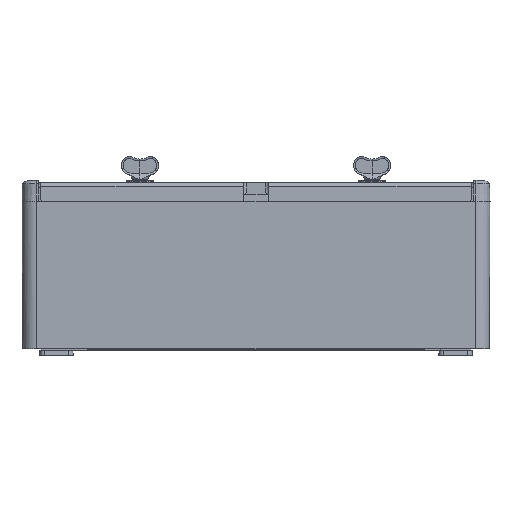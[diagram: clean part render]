
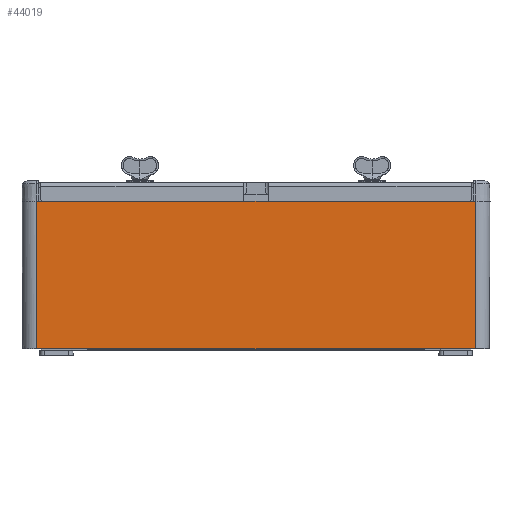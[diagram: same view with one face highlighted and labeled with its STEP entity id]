
A CAD part, left-side view. The second image highlights one B-rep face of the part: STEP entity #44019.
In plain terms, the highlighted face is planar.
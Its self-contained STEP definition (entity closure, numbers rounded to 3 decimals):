
#71 = DIRECTION ( 'NONE',  ( -1., 0., 0. ) ) ;
#556 = CARTESIAN_POINT ( 'NONE',  ( 149.6, -51.603, 184.481 ) ) ;
#659 = CARTESIAN_POINT ( 'NONE',  ( 436.88, -51.603, 184.466 ) ) ;
#1147 = LINE ( 'NONE', #61753, #62683 ) ;
#1197 = VERTEX_POINT ( 'NONE', #23063 ) ;
#2111 = CARTESIAN_POINT ( 'NONE',  ( -36.88, -51.603, 184.467 ) ) ;
#3967 = EDGE_CURVE ( 'NONE', #66168, #38450, #70350, .T. ) ;
#4611 = CARTESIAN_POINT ( 'NONE',  ( 277.986, -51.603, 184.481 ) ) ;
#5331 = CARTESIAN_POINT ( 'NONE',  ( -33.957, -51.603, 184.481 ) ) ;
#8648 = VECTOR ( 'NONE', #64736, 1000. ) ;
#11376 = CARTESIAN_POINT ( 'NONE',  ( -33.957, -51.603, 184.481 ) ) ;
#13350 = CARTESIAN_POINT ( 'NONE',  ( -36.049, -50.772, 25.721 ) ) ;
#13522 = CARTESIAN_POINT ( 'NONE',  ( 433.957, -51.603, 184.481 ) ) ;
#14531 = CARTESIAN_POINT ( 'NONE',  ( 433.957, -51.603, 184.481 ) ) ;
#15790 = EDGE_CURVE ( 'NONE', #40186, #66168, #24994, .T. ) ;
#21542 = DIRECTION ( 'NONE',  ( 0., -0.005, 1. ) ) ;
#22064 = EDGE_CURVE ( 'NONE', #1197, #51986, #64740, .T. ) ;
#23063 = CARTESIAN_POINT ( 'NONE',  ( 436.879, -51.603, 184.481 ) ) ;
#23501 = ORIENTED_EDGE ( 'NONE', *, *, #22064, .F. ) ;
#24113 = VERTEX_POINT ( 'NONE', #13350 ) ;
#24722 = CARTESIAN_POINT ( 'NONE',  ( 436.88, -51.603, 184.459 ) ) ;
#24994 = B_SPLINE_CURVE_WITH_KNOTS ( 'NONE', 3,
 ( #51777, #2111, #56533, #68155 ),
 .UNSPECIFIED., .F., .F.,
 ( 4, 4 ),
 ( 0., 1. ),
 .UNSPECIFIED. ) ;
#25053 = CARTESIAN_POINT ( 'NONE',  ( -36.88, -51.603, 184.461 ) ) ;
#26036 = DIRECTION ( 'NONE',  ( 1., 0., 0. ) ) ;
#27103 = CARTESIAN_POINT ( 'NONE',  ( 436.879, -51.603, 184.474 ) ) ;
#27815 = CARTESIAN_POINT ( 'NONE',  ( 436.88, -51.603, 184.459 ) ) ;
#30170 = CARTESIAN_POINT ( 'NONE',  ( 436.049, -50.772, 25.721 ) ) ;
#32225 = EDGE_CURVE ( 'NONE', #1197, #67177, #50523, .T. ) ;
#36061 = CARTESIAN_POINT ( 'NONE',  ( -36.049, -50.772, 25.721 ) ) ;
#38450 = VERTEX_POINT ( 'NONE', #11376 ) ;
#40186 = VERTEX_POINT ( 'NONE', #25053 ) ;
#40603 = ORIENTED_EDGE ( 'NONE', *, *, #42965, .T. ) ;
#40895 = VECTOR ( 'NONE', #26036, 1000. ) ;
#42225 = PLANE ( 'NONE',  #46821 ) ;
#42965 = EDGE_CURVE ( 'NONE', #24113, #40186, #58582, .T. ) ;
#44019 = ADVANCED_FACE ( 'NONE', ( #69863 ), #42225, .T. ) ;
#44136 = EDGE_LOOP ( 'NONE', ( #55385, #40603, #51024, #58434, #66684, #23501, #64240, #60972 ) ) ;
#45510 = CARTESIAN_POINT ( 'NONE',  ( 436.879, -51.603, 184.481 ) ) ;
#46718 = CARTESIAN_POINT ( 'NONE',  ( -36.879, -51.603, 184.481 ) ) ;
#46821 = AXIS2_PLACEMENT_3D ( 'NONE', #64400, #49112, #21542 ) ;
#46839 = DIRECTION ( 'NONE',  ( -0.005, 0.005, -1. ) ) ;
#48138 = CARTESIAN_POINT ( 'NONE',  ( 433.957, -51.603, 184.481 ) ) ;
#49112 = DIRECTION ( 'NONE',  ( 0., 1., 0.005 ) ) ;
#50523 = B_SPLINE_CURVE_WITH_KNOTS ( 'NONE', 3,
 ( #60879, #27103, #659, #27815 ),
 .UNSPECIFIED., .F., .F.,
 ( 4, 4 ),
 ( 0., 1. ),
 .UNSPECIFIED. ) ;
#51024 = ORIENTED_EDGE ( 'NONE', *, *, #15790, .T. ) ;
#51777 = CARTESIAN_POINT ( 'NONE',  ( -36.88, -51.603, 184.461 ) ) ;
#51986 = VERTEX_POINT ( 'NONE', #14531 ) ;
#52273 = LINE ( 'NONE', #24722, #60204 ) ;
#55385 = ORIENTED_EDGE ( 'NONE', *, *, #67715, .T. ) ;
#56127 = CARTESIAN_POINT ( 'NONE',  ( 436.88, -51.603, 184.459 ) ) ;
#56533 = CARTESIAN_POINT ( 'NONE',  ( -36.88, -51.603, 184.474 ) ) ;
#57207 = EDGE_CURVE ( 'NONE', #67177, #63397, #52273, .T. ) ;
#58434 = ORIENTED_EDGE ( 'NONE', *, *, #3967, .T. ) ;
#58582 = LINE ( 'NONE', #36061, #8648 ) ;
#59401 = CARTESIAN_POINT ( 'NONE',  ( 122.014, -51.603, 184.481 ) ) ;
#59700 = B_SPLINE_CURVE_WITH_KNOTS ( 'NONE', 3,
 ( #5331, #59401, #4611, #48138 ),
 .UNSPECIFIED., .F., .F.,
 ( 4, 4 ),
 ( 0., 0.994 ),
 .UNSPECIFIED. ) ;
#60204 = VECTOR ( 'NONE', #46839, 1000. ) ;
#60879 = CARTESIAN_POINT ( 'NONE',  ( 436.879, -51.603, 184.481 ) ) ;
#60972 = ORIENTED_EDGE ( 'NONE', *, *, #57207, .T. ) ;
#61753 = CARTESIAN_POINT ( 'NONE',  ( 149.6, -50.772, 25.721 ) ) ;
#62108 = EDGE_CURVE ( 'NONE', #38450, #51986, #59700, .T. ) ;
#62683 = VECTOR ( 'NONE', #71, 1000. ) ;
#63397 = VERTEX_POINT ( 'NONE', #30170 ) ;
#64240 = ORIENTED_EDGE ( 'NONE', *, *, #32225, .T. ) ;
#64400 = CARTESIAN_POINT ( 'NONE',  ( 149.6, -51.603, 184.481 ) ) ;
#64736 = DIRECTION ( 'NONE',  ( -0.005, -0.005, 1. ) ) ;
#64740 = B_SPLINE_CURVE_WITH_KNOTS ( 'NONE', 3,
 ( #45510, #68366, #67673, #13522 ),
 .UNSPECIFIED., .F., .F.,
 ( 4, 4 ),
 ( 0., 1. ),
 .UNSPECIFIED. ) ;
#66168 = VERTEX_POINT ( 'NONE', #46718 ) ;
#66684 = ORIENTED_EDGE ( 'NONE', *, *, #62108, .T. ) ;
#67177 = VERTEX_POINT ( 'NONE', #56127 ) ;
#67673 = CARTESIAN_POINT ( 'NONE',  ( 434.931, -51.602, 184.481 ) ) ;
#67715 = EDGE_CURVE ( 'NONE', #63397, #24113, #1147, .T. ) ;
#68155 = CARTESIAN_POINT ( 'NONE',  ( -36.879, -51.603, 184.481 ) ) ;
#68366 = CARTESIAN_POINT ( 'NONE',  ( 435.905, -51.602, 184.481 ) ) ;
#69863 = FACE_OUTER_BOUND ( 'NONE', #44136, .T. ) ;
#70350 = LINE ( 'NONE', #556, #40895 ) ;
